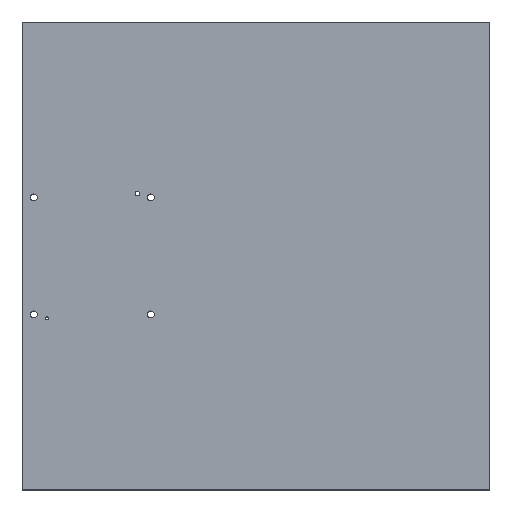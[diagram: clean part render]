
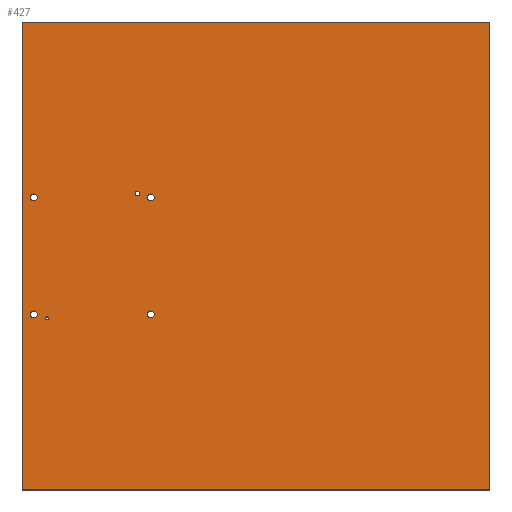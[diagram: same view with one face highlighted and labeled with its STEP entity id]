
A CAD part, top view. The second image highlights one B-rep face of the part: STEP entity #427.
In plain terms, the highlighted planar face has unit normal (0, 0, 1).
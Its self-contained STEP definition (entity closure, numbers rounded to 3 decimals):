
#2 = DIRECTION ( 'NONE',  ( 1., 0., 0. ) ) ;
#8 = EDGE_CURVE ( 'NONE', #317, #151, #206, .T. ) ;
#14 = AXIS2_PLACEMENT_3D ( 'NONE', #37, #395, #33 ) ;
#21 = CARTESIAN_POINT ( 'NONE',  ( -75., -75., 0. ) ) ;
#22 = EDGE_LOOP ( 'NONE', ( #575, #344 ) ) ;
#33 = DIRECTION ( 'NONE',  ( 1., 0., 0. ) ) ;
#34 = FACE_BOUND ( 'NONE', #87, .T. ) ;
#37 = CARTESIAN_POINT ( 'NONE',  ( 75., 75., 0. ) ) ;
#38 = DIRECTION ( 'NONE',  ( 1., 0., 0. ) ) ;
#39 = DIRECTION ( 'NONE',  ( 0., 0., -1. ) ) ;
#42 = AXIS2_PLACEMENT_3D ( 'NONE', #162, #116, #313 ) ;
#49 = VECTOR ( 'NONE', #173, 1000. ) ;
#56 = DIRECTION ( 'NONE',  ( -1., 0., 0. ) ) ;
#57 = AXIS2_PLACEMENT_3D ( 'NONE', #441, #530, #328 ) ;
#64 = CIRCLE ( 'NONE', #541, 4.5 ) ;
#76 = VERTEX_POINT ( 'NONE', #121 ) ;
#77 = VERTEX_POINT ( 'NONE', #368 ) ;
#82 = CIRCLE ( 'NONE', #560, 4.5 ) ;
#84 = FACE_BOUND ( 'NONE', #489, .T. ) ;
#85 = EDGE_CURVE ( 'NONE', #201, #434, #324, .T. ) ;
#87 = EDGE_LOOP ( 'NONE', ( #181, #353 ) ) ;
#88 = DIRECTION ( 'NONE',  ( 0., 0., 1. ) ) ;
#89 = CARTESIAN_POINT ( 'NONE',  ( 75., 75., 0. ) ) ;
#109 = CARTESIAN_POINT ( 'NONE',  ( 70.5, -75., 0. ) ) ;
#115 = ORIENTED_EDGE ( 'NONE', *, *, #251, .T. ) ;
#116 = DIRECTION ( 'NONE',  ( 0., 0., -1. ) ) ;
#117 = CIRCLE ( 'NONE', #346, 4.5 ) ;
#121 = CARTESIAN_POINT ( 'NONE',  ( 61., 80., 0. ) ) ;
#124 = DIRECTION ( 'NONE',  ( 0., 0., -1. ) ) ;
#130 = FACE_OUTER_BOUND ( 'NONE', #484, .T. ) ;
#132 = EDGE_LOOP ( 'NONE', ( #539, #140 ) ) ;
#136 = AXIS2_PLACEMENT_3D ( 'NONE', #524, #124, #469 ) ;
#137 = ORIENTED_EDGE ( 'NONE', *, *, #506, .T. ) ;
#138 = DIRECTION ( 'NONE',  ( 0., 0., -1. ) ) ;
#140 = ORIENTED_EDGE ( 'NONE', *, *, #195, .T. ) ;
#141 = DIRECTION ( 'NONE',  ( 0., 0., -1. ) ) ;
#144 = EDGE_CURVE ( 'NONE', #491, #337, #117, .T. ) ;
#146 = VECTOR ( 'NONE', #592, 1000. ) ;
#151 = VERTEX_POINT ( 'NONE', #192 ) ;
#154 = CIRCLE ( 'NONE', #523, 4.5 ) ;
#155 = CIRCLE ( 'NONE', #392, 3. ) ;
#162 = CARTESIAN_POINT ( 'NONE',  ( -75., 75., 0. ) ) ;
#173 = DIRECTION ( 'NONE',  ( 1., 0., 0. ) ) ;
#179 = FACE_BOUND ( 'NONE', #638, .T. ) ;
#181 = ORIENTED_EDGE ( 'NONE', *, *, #414, .T. ) ;
#185 = CARTESIAN_POINT ( 'NONE',  ( 58., 80., 0. ) ) ;
#190 = CARTESIAN_POINT ( 'NONE',  ( -79.5, 75., 0. ) ) ;
#192 = CARTESIAN_POINT ( 'NONE',  ( -56., -80., 0. ) ) ;
#195 = EDGE_CURVE ( 'NONE', #398, #499, #64, .T. ) ;
#201 = VERTEX_POINT ( 'NONE', #403 ) ;
#202 = CARTESIAN_POINT ( 'NONE',  ( 510., -300., 0. ) ) ;
#206 = CIRCLE ( 'NONE', #252, 2. ) ;
#212 = CARTESIAN_POINT ( 'NONE',  ( -75., -75., 0. ) ) ;
#216 = CARTESIAN_POINT ( 'NONE',  ( -79.5, -75., 0. ) ) ;
#224 = AXIS2_PLACEMENT_3D ( 'NONE', #433, #141, #387 ) ;
#230 = DIRECTION ( 'NONE',  ( 0., 0., 1. ) ) ;
#233 = FACE_BOUND ( 'NONE', #22, .T. ) ;
#245 = ORIENTED_EDGE ( 'NONE', *, *, #497, .T. ) ;
#248 = ORIENTED_EDGE ( 'NONE', *, *, #349, .F. ) ;
#251 = EDGE_CURVE ( 'NONE', #77, #406, #459, .T. ) ;
#252 = AXIS2_PLACEMENT_3D ( 'NONE', #547, #253, #2 ) ;
#253 = DIRECTION ( 'NONE',  ( 0., 0., 1. ) ) ;
#254 = CIRCLE ( 'NONE', #224, 3. ) ;
#269 = DIRECTION ( 'NONE',  ( 0., 0., 1. ) ) ;
#281 = CARTESIAN_POINT ( 'NONE',  ( 75., -75., 0. ) ) ;
#282 = VERTEX_POINT ( 'NONE', #554 ) ;
#288 = FACE_BOUND ( 'NONE', #132, .T. ) ;
#304 = VERTEX_POINT ( 'NONE', #640 ) ;
#312 = CARTESIAN_POINT ( 'NONE',  ( 70.5, 75., 0. ) ) ;
#313 = DIRECTION ( 'NONE',  ( 1., 0., 0. ) ) ;
#315 = CARTESIAN_POINT ( 'NONE',  ( 510., 300., 0. ) ) ;
#317 = VERTEX_POINT ( 'NONE', #374 ) ;
#320 = CARTESIAN_POINT ( 'NONE',  ( 79.5, -75., 0. ) ) ;
#323 = CIRCLE ( 'NONE', #14, 4.5 ) ;
#324 = LINE ( 'NONE', #618, #422 ) ;
#328 = DIRECTION ( 'NONE',  ( 1., 0., 0. ) ) ;
#331 = CARTESIAN_POINT ( 'NONE',  ( 75., -75., 0. ) ) ;
#337 = VERTEX_POINT ( 'NONE', #320 ) ;
#338 = DIRECTION ( 'NONE',  ( 1., 0., 0. ) ) ;
#341 = DIRECTION ( 'NONE',  ( 1., 0., 0. ) ) ;
#342 = LINE ( 'NONE', #430, #49 ) ;
#344 = ORIENTED_EDGE ( 'NONE', *, *, #461, .T. ) ;
#346 = AXIS2_PLACEMENT_3D ( 'NONE', #281, #230, #527 ) ;
#349 = EDGE_CURVE ( 'NONE', #151, #317, #571, .T. ) ;
#353 = ORIENTED_EDGE ( 'NONE', *, *, #636, .T. ) ;
#363 = DIRECTION ( 'NONE',  ( 1., 0., 0. ) ) ;
#365 = CIRCLE ( 'NONE', #136, 4.5 ) ;
#368 = CARTESIAN_POINT ( 'NONE',  ( 510., -300., 0. ) ) ;
#374 = CARTESIAN_POINT ( 'NONE',  ( -60., -80., 0. ) ) ;
#379 = LINE ( 'NONE', #517, #452 ) ;
#380 = CARTESIAN_POINT ( 'NONE',  ( -90., -300., 0. ) ) ;
#387 = DIRECTION ( 'NONE',  ( 1., 0., 0. ) ) ;
#392 = AXIS2_PLACEMENT_3D ( 'NONE', #185, #138, #338 ) ;
#394 = ORIENTED_EDGE ( 'NONE', *, *, #439, .T. ) ;
#395 = DIRECTION ( 'NONE',  ( 0., 0., -1. ) ) ;
#398 = VERTEX_POINT ( 'NONE', #312 ) ;
#403 = CARTESIAN_POINT ( 'NONE',  ( -90., 300., 0. ) ) ;
#406 = VERTEX_POINT ( 'NONE', #315 ) ;
#414 = EDGE_CURVE ( 'NONE', #76, #304, #254, .T. ) ;
#415 = ORIENTED_EDGE ( 'NONE', *, *, #604, .F. ) ;
#416 = DIRECTION ( 'NONE',  ( 0., 0., -1. ) ) ;
#418 = DIRECTION ( 'NONE',  ( 1., 0., 0. ) ) ;
#422 = VECTOR ( 'NONE', #633, 1000. ) ;
#425 = ORIENTED_EDGE ( 'NONE', *, *, #85, .T. ) ;
#426 = CARTESIAN_POINT ( 'NONE',  ( -70.5, 75., 0. ) ) ;
#427 = ADVANCED_FACE ( 'NONE', ( #84, #288, #34, #488, #179, #233, #130 ), #537, .T. ) ;
#430 = CARTESIAN_POINT ( 'NONE',  ( -90., -300., 0. ) ) ;
#433 = CARTESIAN_POINT ( 'NONE',  ( 58., 80., 0. ) ) ;
#434 = VERTEX_POINT ( 'NONE', #380 ) ;
#435 = EDGE_CURVE ( 'NONE', #282, #566, #591, .T. ) ;
#439 = EDGE_CURVE ( 'NONE', #434, #77, #342, .T. ) ;
#441 = CARTESIAN_POINT ( 'NONE',  ( -90., -300., 0. ) ) ;
#445 = DIRECTION ( 'NONE',  ( 0., 0., -1. ) ) ;
#452 = VECTOR ( 'NONE', #56, 1000. ) ;
#459 = LINE ( 'NONE', #202, #146 ) ;
#461 = EDGE_CURVE ( 'NONE', #566, #282, #82, .T. ) ;
#466 = EDGE_CURVE ( 'NONE', #642, #577, #483, .T. ) ;
#469 = DIRECTION ( 'NONE',  ( 1., 0., 0. ) ) ;
#480 = ORIENTED_EDGE ( 'NONE', *, *, #144, .F. ) ;
#483 = CIRCLE ( 'NONE', #42, 4.5 ) ;
#484 = EDGE_LOOP ( 'NONE', ( #425, #394, #115, #137 ) ) ;
#488 = FACE_BOUND ( 'NONE', #593, .T. ) ;
#489 = EDGE_LOOP ( 'NONE', ( #415, #480 ) ) ;
#491 = VERTEX_POINT ( 'NONE', #109 ) ;
#497 = EDGE_CURVE ( 'NONE', #577, #642, #365, .T. ) ;
#499 = VERTEX_POINT ( 'NONE', #617 ) ;
#504 = AXIS2_PLACEMENT_3D ( 'NONE', #21, #445, #38 ) ;
#506 = EDGE_CURVE ( 'NONE', #406, #201, #379, .T. ) ;
#517 = CARTESIAN_POINT ( 'NONE',  ( 510., 300., 0. ) ) ;
#522 = ORIENTED_EDGE ( 'NONE', *, *, #8, .F. ) ;
#523 = AXIS2_PLACEMENT_3D ( 'NONE', #331, #88, #341 ) ;
#524 = CARTESIAN_POINT ( 'NONE',  ( -75., 75., 0. ) ) ;
#527 = DIRECTION ( 'NONE',  ( 1., 0., 0. ) ) ;
#530 = DIRECTION ( 'NONE',  ( 0., 0., 1. ) ) ;
#537 = PLANE ( 'NONE',  #57 ) ;
#539 = ORIENTED_EDGE ( 'NONE', *, *, #626, .T. ) ;
#541 = AXIS2_PLACEMENT_3D ( 'NONE', #89, #39, #594 ) ;
#547 = CARTESIAN_POINT ( 'NONE',  ( -58., -80., 0. ) ) ;
#554 = CARTESIAN_POINT ( 'NONE',  ( -70.5, -75., 0. ) ) ;
#560 = AXIS2_PLACEMENT_3D ( 'NONE', #212, #416, #418 ) ;
#566 = VERTEX_POINT ( 'NONE', #216 ) ;
#571 = CIRCLE ( 'NONE', #630, 2. ) ;
#575 = ORIENTED_EDGE ( 'NONE', *, *, #435, .T. ) ;
#577 = VERTEX_POINT ( 'NONE', #426 ) ;
#591 = CIRCLE ( 'NONE', #504, 4.5 ) ;
#592 = DIRECTION ( 'NONE',  ( 0., 1., 0. ) ) ;
#593 = EDGE_LOOP ( 'NONE', ( #245, #625 ) ) ;
#594 = DIRECTION ( 'NONE',  ( 1., 0., 0. ) ) ;
#601 = CARTESIAN_POINT ( 'NONE',  ( -58., -80., 0. ) ) ;
#604 = EDGE_CURVE ( 'NONE', #337, #491, #154, .T. ) ;
#617 = CARTESIAN_POINT ( 'NONE',  ( 79.5, 75., 0. ) ) ;
#618 = CARTESIAN_POINT ( 'NONE',  ( -90., 300., 0. ) ) ;
#625 = ORIENTED_EDGE ( 'NONE', *, *, #466, .T. ) ;
#626 = EDGE_CURVE ( 'NONE', #499, #398, #323, .T. ) ;
#630 = AXIS2_PLACEMENT_3D ( 'NONE', #601, #269, #363 ) ;
#633 = DIRECTION ( 'NONE',  ( 0., -1., 0. ) ) ;
#636 = EDGE_CURVE ( 'NONE', #304, #76, #155, .T. ) ;
#638 = EDGE_LOOP ( 'NONE', ( #248, #522 ) ) ;
#640 = CARTESIAN_POINT ( 'NONE',  ( 55., 80., 0. ) ) ;
#642 = VERTEX_POINT ( 'NONE', #190 ) ;
